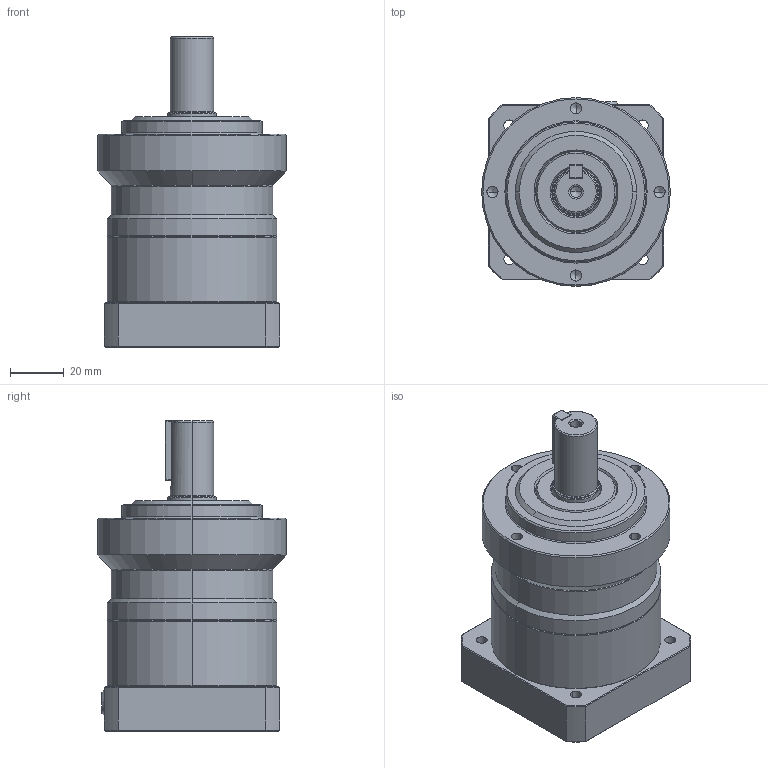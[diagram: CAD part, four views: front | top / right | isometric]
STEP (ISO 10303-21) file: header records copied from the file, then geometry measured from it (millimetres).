
FILE_DESCRIPTION (( 'STEP AP203' ), '1' );
FILE_NAME ('PGA070-10A2.step', '2019-12-03T14:53:19', ( '' ), ( '' ), 'SwSTEP 2.0', 'SolidWorks 2019', '' );
FILE_SCHEMA (( 'CONFIG_CONTROL_DESIGN' ));
Length unit declared in the file: millimetre
Products named in the file (1): PGA070-10A2
Bounding box: 70 x 70 x 115 mm (x, y, z)
Volume: 263975.5 mm3; surface area: 37864.3 mm2
Topology: 1 solids, 1 shells, 310 faces, 770 edges, 463 vertices
Faces by surface type: plane 127, cylinder 81, cone 77, torus 25
Entity records: 9239 total; most frequent: CARTESIAN_POINT 1931, DIRECTION 1560, ORIENTED_EDGE 1488, EDGE_CURVE 744, AXIS2_PLACEMENT_3D 598, VERTEX_POINT 463, VECTOR 364, LINE 364
